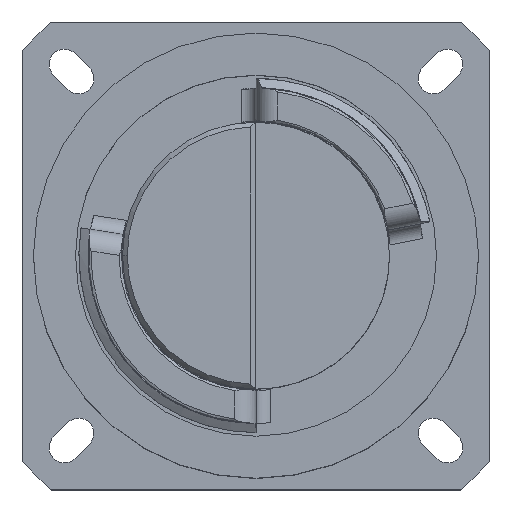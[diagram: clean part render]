
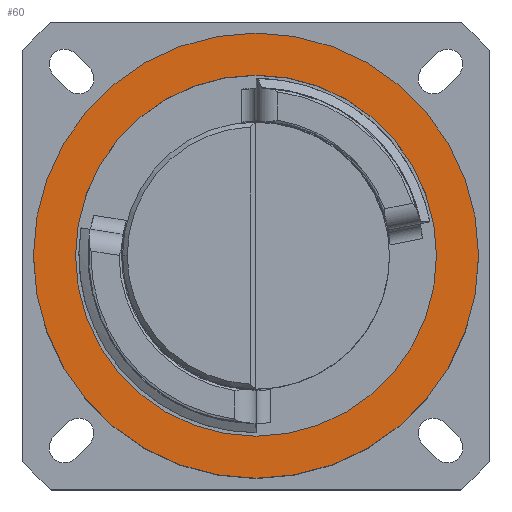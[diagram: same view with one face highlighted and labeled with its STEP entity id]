
A CAD part, top view. The second image highlights one B-rep face of the part: STEP entity #60.
In plain terms, the highlighted planar face has unit normal (0, 0, 1).
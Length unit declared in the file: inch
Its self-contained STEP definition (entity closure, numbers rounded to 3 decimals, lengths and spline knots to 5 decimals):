
#60 = ADVANCED_FACE ( 'NONE', ( #2884, #2450 ), #233, .F. ) ;
#73 = AXIS2_PLACEMENT_3D ( 'NONE', #2017, #177, #1514 ) ;
#85 = CARTESIAN_POINT ( 'NONE',  ( 0., -0.93701, -0.45 ) ) ;
#177 = DIRECTION ( 'NONE',  ( 0., 0., -1. ) ) ;
#233 = PLANE ( 'NONE',  #73 ) ;
#300 = CIRCLE ( 'NONE', #585, 0.93701 ) ;
#335 = EDGE_LOOP ( 'NONE', ( #5484, #5060 ) ) ;
#394 = EDGE_CURVE ( 'NONE', #5409, #2965, #2868, .T. ) ;
#445 = DIRECTION ( 'NONE',  ( 0., 1., 0. ) ) ;
#503 = CARTESIAN_POINT ( 'NONE',  ( 0., 0., -0.45 ) ) ;
#585 = AXIS2_PLACEMENT_3D ( 'NONE', #1710, #4709, #2525 ) ;
#818 = CARTESIAN_POINT ( 'NONE',  ( 0., 0.76, -0.45 ) ) ;
#1234 = VERTEX_POINT ( 'NONE', #2240 ) ;
#1412 = ORIENTED_EDGE ( 'NONE', *, *, #2800, .F. ) ;
#1514 = DIRECTION ( 'NONE',  ( -1., 0., 0. ) ) ;
#1710 = CARTESIAN_POINT ( 'NONE',  ( 0., 0., -0.45 ) ) ;
#2017 = CARTESIAN_POINT ( 'NONE',  ( -0.76, 0., -0.45 ) ) ;
#2104 = DIRECTION ( 'NONE',  ( 0., 0., 1. ) ) ;
#2124 = DIRECTION ( 'NONE',  ( 0., 1., 0. ) ) ;
#2240 = CARTESIAN_POINT ( 'NONE',  ( 0., 0.93701, -0.45 ) ) ;
#2402 = CARTESIAN_POINT ( 'NONE',  ( 0., -0.76, -0.45 ) ) ;
#2450 = FACE_BOUND ( 'NONE', #2824, .T. ) ;
#2525 = DIRECTION ( 'NONE',  ( 0., 1., 0. ) ) ;
#2533 = DIRECTION ( 'NONE',  ( 0., 1., 0. ) ) ;
#2800 = EDGE_CURVE ( 'NONE', #2965, #5409, #4019, .T. ) ;
#2824 = EDGE_LOOP ( 'NONE', ( #5639, #1412 ) ) ;
#2837 = EDGE_CURVE ( 'NONE', #3576, #1234, #300, .T. ) ;
#2868 = CIRCLE ( 'NONE', #3599, 0.76 ) ;
#2884 = FACE_OUTER_BOUND ( 'NONE', #335, .T. ) ;
#2933 = DIRECTION ( 'NONE',  ( 0., 0., 1. ) ) ;
#2965 = VERTEX_POINT ( 'NONE', #2402 ) ;
#3576 = VERTEX_POINT ( 'NONE', #85 ) ;
#3599 = AXIS2_PLACEMENT_3D ( 'NONE', #4280, #2104, #2533 ) ;
#4019 = CIRCLE ( 'NONE', #5504, 0.76 ) ;
#4280 = CARTESIAN_POINT ( 'NONE',  ( 0., 0., -0.45 ) ) ;
#4459 = DIRECTION ( 'NONE',  ( 0., 0., 1. ) ) ;
#4617 = CIRCLE ( 'NONE', #5085, 0.93701 ) ;
#4709 = DIRECTION ( 'NONE',  ( 0., 0., 1. ) ) ;
#4740 = CARTESIAN_POINT ( 'NONE',  ( 0., 0., -0.45 ) ) ;
#5060 = ORIENTED_EDGE ( 'NONE', *, *, #2837, .T. ) ;
#5085 = AXIS2_PLACEMENT_3D ( 'NONE', #503, #4459, #445 ) ;
#5117 = EDGE_CURVE ( 'NONE', #1234, #3576, #4617, .T. ) ;
#5409 = VERTEX_POINT ( 'NONE', #818 ) ;
#5484 = ORIENTED_EDGE ( 'NONE', *, *, #5117, .T. ) ;
#5504 = AXIS2_PLACEMENT_3D ( 'NONE', #4740, #2933, #2124 ) ;
#5639 = ORIENTED_EDGE ( 'NONE', *, *, #394, .F. ) ;
